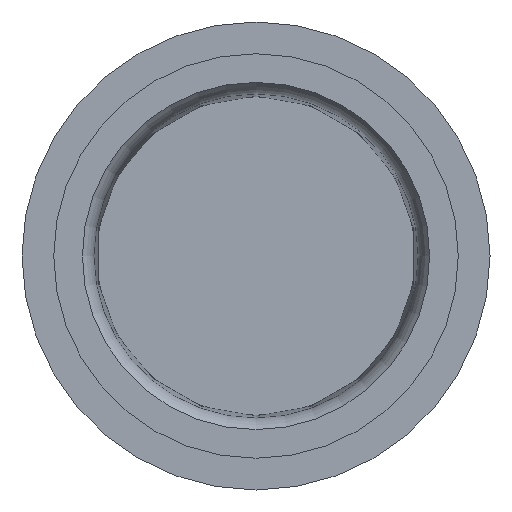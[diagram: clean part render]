
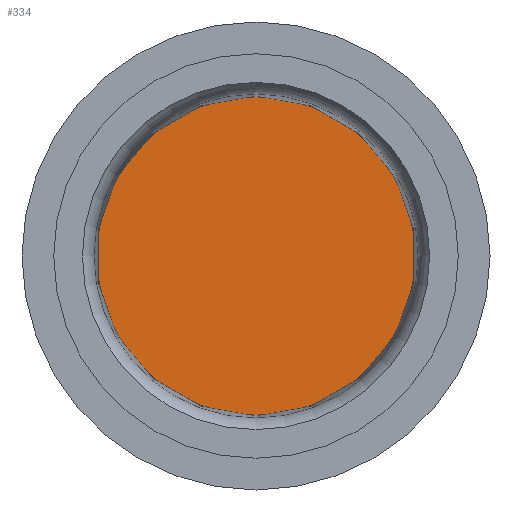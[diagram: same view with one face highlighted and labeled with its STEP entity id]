
A CAD part, left-side view. The second image highlights one B-rep face of the part: STEP entity #334.
In plain terms, the highlighted face is planar.
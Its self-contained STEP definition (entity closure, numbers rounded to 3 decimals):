
#90=PLANE($,#369);
#111=FACE_OUTER_BOUND($,#141,.T.);
#141=EDGE_LOOP($,(#311));
#151=CIRCLE($,#357,23.812);
#177=VERTEX_POINT($,#542);
#211=EDGE_CURVE($,#177,#177,#151,.T.);
#311=ORIENTED_EDGE($,*,*,#211,.T.);
#334=ADVANCED_FACE($,(#111),#90,.F.);
#357=AXIS2_PLACEMENT_3D($,#543,#408,#409);
#369=AXIS2_PLACEMENT_3D($,#579,#448,#449);
#408=DIRECTION('center_axis',(-1.,0.,0.));
#409=DIRECTION('ref_axis',(0.,0.,1.));
#448=DIRECTION('center_axis',(1.,0.,0.));
#449=DIRECTION('ref_axis',(0.,0.,-1.));
#542=CARTESIAN_POINT('',(29.3,0.,-23.812));
#543=CARTESIAN_POINT('Origin',(29.3,0.,0.));
#579=CARTESIAN_POINT('Origin',(29.3,0.,0.));
